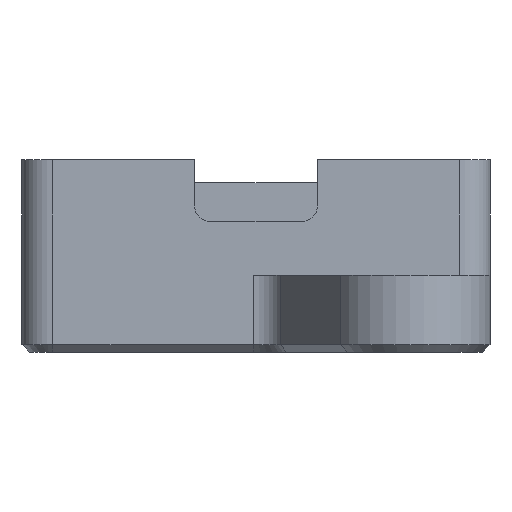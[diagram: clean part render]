
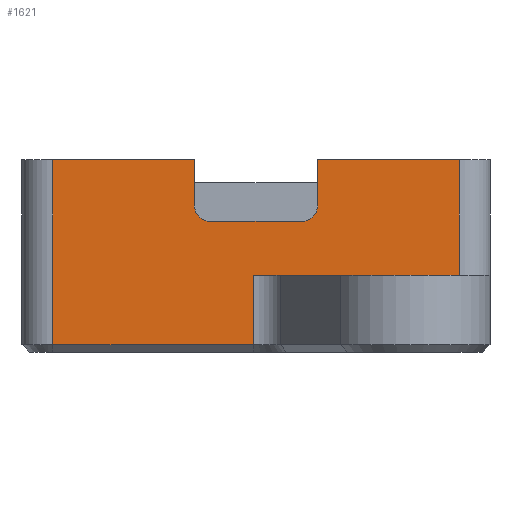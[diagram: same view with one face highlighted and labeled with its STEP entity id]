
A CAD part, front view. The second image highlights one B-rep face of the part: STEP entity #1621.
In plain terms, the highlighted planar face has unit normal (0, -1, 0).
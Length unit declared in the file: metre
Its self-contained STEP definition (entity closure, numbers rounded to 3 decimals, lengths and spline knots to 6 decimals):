
#68=CIRCLE('',#1734,0.001);
#69=CIRCLE('',#1735,0.001);
#154=ORIENTED_EDGE('',*,*,#622,.T.);
#155=ORIENTED_EDGE('',*,*,#623,.T.);
#156=ORIENTED_EDGE('',*,*,#624,.T.);
#157=ORIENTED_EDGE('',*,*,#625,.T.);
#158=ORIENTED_EDGE('',*,*,#626,.T.);
#159=ORIENTED_EDGE('',*,*,#627,.F.);
#160=ORIENTED_EDGE('',*,*,#628,.F.);
#161=ORIENTED_EDGE('',*,*,#629,.T.);
#162=ORIENTED_EDGE('',*,*,#630,.F.);
#163=ORIENTED_EDGE('',*,*,#631,.T.);
#164=ORIENTED_EDGE('',*,*,#632,.T.);
#165=ORIENTED_EDGE('',*,*,#633,.F.);
#622=EDGE_CURVE('',#856,#857,#1014,.T.);
#623=EDGE_CURVE('',#857,#858,#1015,.T.);
#624=EDGE_CURVE('',#858,#859,#1016,.F.);
#625=EDGE_CURVE('',#859,#860,#1017,.T.);
#626=EDGE_CURVE('',#860,#861,#1018,.F.);
#627=EDGE_CURVE('',#862,#861,#1019,.T.);
#628=EDGE_CURVE('',#863,#862,#1020,.T.);
#629=EDGE_CURVE('',#863,#864,#68,.T.);
#630=EDGE_CURVE('',#865,#864,#1021,.T.);
#631=EDGE_CURVE('',#865,#866,#69,.T.);
#632=EDGE_CURVE('',#866,#867,#1022,.T.);
#633=EDGE_CURVE('',#856,#867,#1023,.T.);
#856=VERTEX_POINT('',#2441);
#857=VERTEX_POINT('',#2442);
#858=VERTEX_POINT('',#2444);
#859=VERTEX_POINT('',#2446);
#860=VERTEX_POINT('',#2448);
#861=VERTEX_POINT('',#2450);
#862=VERTEX_POINT('',#2452);
#863=VERTEX_POINT('',#2454);
#864=VERTEX_POINT('',#2456);
#865=VERTEX_POINT('',#2458);
#866=VERTEX_POINT('',#2460);
#867=VERTEX_POINT('',#2462);
#1014=LINE('',#2440,#1162);
#1015=LINE('',#2443,#1163);
#1016=LINE('',#2445,#1164);
#1017=LINE('',#2447,#1165);
#1018=LINE('',#2449,#1166);
#1019=LINE('',#2451,#1167);
#1020=LINE('',#2453,#1168);
#1021=LINE('',#2457,#1169);
#1022=LINE('',#2461,#1170);
#1023=LINE('',#2463,#1171);
#1162=VECTOR('',#1922,1.);
#1163=VECTOR('',#1923,1.);
#1164=VECTOR('',#1924,1.);
#1165=VECTOR('',#1925,1.);
#1166=VECTOR('',#1926,1.);
#1167=VECTOR('',#1927,1.);
#1168=VECTOR('',#1928,1.);
#1169=VECTOR('',#1931,1.);
#1170=VECTOR('',#1934,1.);
#1171=VECTOR('',#1935,1.);
#1310=EDGE_LOOP('',(#154,#155,#156,#157,#158,#159,#160,#161,#162,#163,#164,
#165));
#1444=FACE_BOUND('',#1310,.T.);
#1578=PLANE('',#1733);
#1621=ADVANCED_FACE('',(#1444),#1578,.F.);
#1733=AXIS2_PLACEMENT_3D('',#2439,#1920,#1921);
#1734=AXIS2_PLACEMENT_3D('',#2455,#1929,#1930);
#1735=AXIS2_PLACEMENT_3D('',#2459,#1932,#1933);
#1920=DIRECTION('',(0.,1.,0.));
#1921=DIRECTION('',(0.,0.,1.));
#1922=DIRECTION('',(0.,0.,-1.));
#1923=DIRECTION('',(1.,0.,0.));
#1924=DIRECTION('',(0.,0.,-1.));
#1925=DIRECTION('',(1.,0.,0.));
#1926=DIRECTION('',(0.,0.,-1.));
#1927=DIRECTION('',(1.,0.,0.));
#1928=DIRECTION('',(0.,0.,1.));
#1929=DIRECTION('',(0.,1.,0.));
#1930=DIRECTION('',(0.,0.,1.));
#1931=DIRECTION('',(1.,0.,0.));
#1932=DIRECTION('',(0.,1.,0.));
#1933=DIRECTION('',(0.,0.,1.));
#1934=DIRECTION('',(0.,0.,1.));
#1935=DIRECTION('',(1.,0.,0.));
#2439=CARTESIAN_POINT('',(0.,-0.0359,0.0125));
#2440=CARTESIAN_POINT('',(-0.0132,-0.0359,0.));
#2441=CARTESIAN_POINT('',(-0.0132,-0.0359,0.0125));
#2442=CARTESIAN_POINT('',(-0.0132,-0.0359,0.0005));
#2443=CARTESIAN_POINT('',(0.,-0.0359,0.0005));
#2444=CARTESIAN_POINT('',(-0.000161,-0.0359,0.0005));
#2445=CARTESIAN_POINT('',(-0.000161,-0.0359,0.005));
#2446=CARTESIAN_POINT('',(-0.000161,-0.0359,0.005));
#2447=CARTESIAN_POINT('',(0.,-0.0359,0.005));
#2448=CARTESIAN_POINT('',(0.0132,-0.0359,0.005));
#2449=CARTESIAN_POINT('',(0.0132,-0.0359,0.0125));
#2450=CARTESIAN_POINT('',(0.0132,-0.0359,0.0125));
#2451=CARTESIAN_POINT('',(0.,-0.0359,0.0125));
#2452=CARTESIAN_POINT('',(0.004,-0.0359,0.0125));
#2453=CARTESIAN_POINT('',(0.004,-0.0359,0.0125));
#2454=CARTESIAN_POINT('',(0.004,-0.0359,0.0095));
#2455=CARTESIAN_POINT('',(0.003,-0.0359,0.0095));
#2456=CARTESIAN_POINT('',(0.003,-0.0359,0.0085));
#2457=CARTESIAN_POINT('',(0.,-0.0359,0.0085));
#2458=CARTESIAN_POINT('',(-0.003,-0.0359,0.0085));
#2459=CARTESIAN_POINT('',(-0.003,-0.0359,0.0095));
#2460=CARTESIAN_POINT('',(-0.004,-0.0359,0.0095));
#2461=CARTESIAN_POINT('',(-0.004,-0.0359,0.0125));
#2462=CARTESIAN_POINT('',(-0.004,-0.0359,0.0125));
#2463=CARTESIAN_POINT('',(0.,-0.0359,0.0125));
